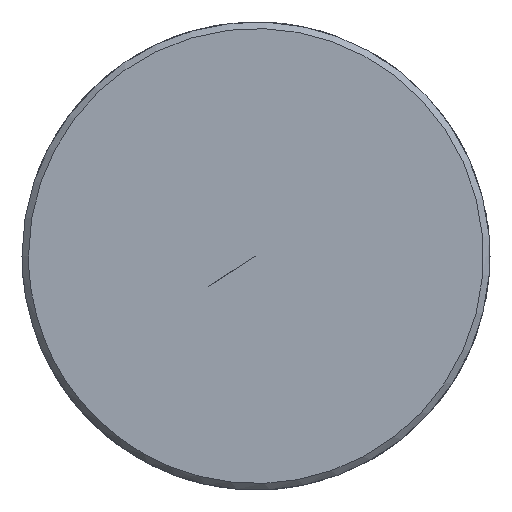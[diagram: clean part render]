
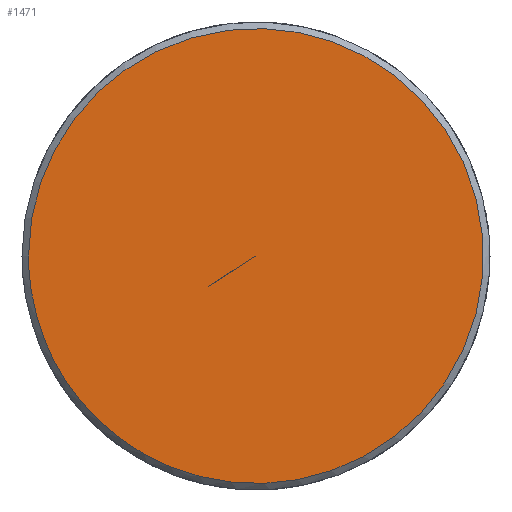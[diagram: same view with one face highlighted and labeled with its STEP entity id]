
A CAD part, left-side view. The second image highlights one B-rep face of the part: STEP entity #1471.
In plain terms, the highlighted free-form (B-spline) face has degree [5, 1] with [6, 2] control points.
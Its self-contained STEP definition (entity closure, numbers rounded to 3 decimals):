
#1399 = CARTESIAN_POINT ('', (-102., 8.75, 0.));
#1400 = VERTEX_POINT ('', #1399);
#1408 = CARTESIAN_POINT ('', (-102., 8.75, 0.));
#1409 = CARTESIAN_POINT ('', (-102., 8.75, 35.));
#1410 = CARTESIAN_POINT ('', (-102., -26.25, 17.5));
#1411 = CARTESIAN_POINT ('', (-102., -26.25, -17.5));
#1412 = CARTESIAN_POINT ('', (-102., 8.75, -35.));
#1413 = CARTESIAN_POINT ('', (-102., 8.75, 0.));
#1414 = (
   BOUNDED_CURVE ()
   B_SPLINE_CURVE (5, (#1408, #1409, #1410, #1411, #1412, #1413), .UNSPECIFIED., .T., .U.)
   B_SPLINE_CURVE_WITH_KNOTS ((6, 6), (0., 1.), .UNSPECIFIED.)
   CURVE ()
   GEOMETRIC_REPRESENTATION_ITEM ()
   RATIONAL_B_SPLINE_CURVE ((5., 1., 1., 1., 1., 5.))
   REPRESENTATION_ITEM ('')
);
#1415 = EDGE_CURVE ('', #1400, #1400, #1414, .T.);
#1447 = CARTESIAN_POINT ('', (-102., 0., 0.));
#1448 = VERTEX_POINT ('', #1447);
#1449 = CARTESIAN_POINT ('', (-102., 0., 0.));
#1450 = CARTESIAN_POINT ('', (-102., 8.75, 0.));
#1451 = B_SPLINE_CURVE_WITH_KNOTS ('', 1, (#1449, #1450), .UNSPECIFIED., .F., .U., (2, 2), (0., 1.), .UNSPECIFIED.);
#1452 = EDGE_CURVE ('', #1448, #1400, #1451, .T.);
#1453 = ORIENTED_EDGE ('', *, *, #1452, .F.);
#1454 = ORIENTED_EDGE ('', *, *, #1452, .T.);
#1455 = ORIENTED_EDGE ('', *, *, #1415, .F.);
#1456 = EDGE_LOOP ('', (#1453, #1454, #1455));
#1457 = FACE_OUTER_BOUND ('', #1456, .T.);
#1458 = CARTESIAN_POINT ('', (-102., 0., 0.));
#1459 = CARTESIAN_POINT ('', (-102., 8.75, 0.));
#1460 = CARTESIAN_POINT ('', (-102., 0., 0.));
#1461 = CARTESIAN_POINT ('', (-102., 8.75, 35.));
#1462 = CARTESIAN_POINT ('', (-102., 0., 0.));
#1463 = CARTESIAN_POINT ('', (-102., -26.25, 17.5));
#1464 = CARTESIAN_POINT ('', (-102., 0., 0.));
#1465 = CARTESIAN_POINT ('', (-102., -26.25, -17.5));
#1466 = CARTESIAN_POINT ('', (-102., 0., 0.));
#1467 = CARTESIAN_POINT ('', (-102., 8.75, -35.));
#1468 = CARTESIAN_POINT ('', (-102., 0., 0.));
#1469 = CARTESIAN_POINT ('', (-102., 8.75, 0.));
#1470 = (
   BOUNDED_SURFACE ()
   B_SPLINE_SURFACE (5, 1, ((#1458, #1459), (#1460, #1461), (#1462, #1463), (#1464, #1465), (#1466, #1467), (#1468, #1469)), .UNSPECIFIED., .T., .F., .U.)
   B_SPLINE_SURFACE_WITH_KNOTS ((6, 6), (2, 2), (0., 1.), (0., 1.), .UNSPECIFIED.)
   SURFACE ()
   GEOMETRIC_REPRESENTATION_ITEM ()
   RATIONAL_B_SPLINE_SURFACE (((5., 5.), (1., 1.), (1., 1.), (1., 1.), (1., 1.), (5., 5.)))
   REPRESENTATION_ITEM ('')
);
#1471 = ADVANCED_FACE ('', (#1457), #1470, .T.);
